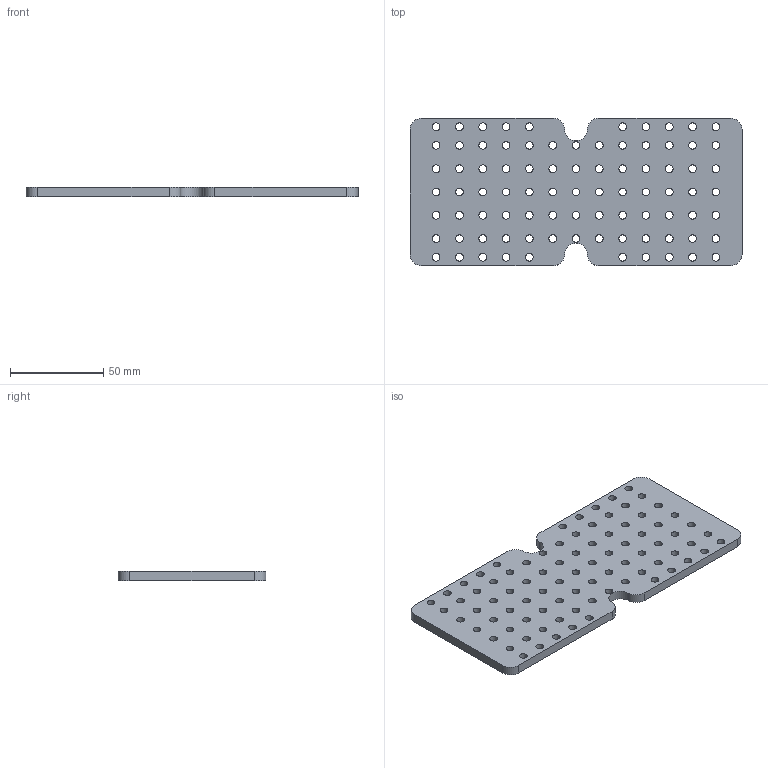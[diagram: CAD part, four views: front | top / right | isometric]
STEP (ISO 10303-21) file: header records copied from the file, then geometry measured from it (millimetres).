
FILE_DESCRIPTION(/* description */ (''),/* implementation_level */ '2;1');
FILE_NAME(/* name */ '20190820_breadboardInset_1.stp',/* time_stamp */ '2019-11-11T14:12:01+00:00',/* author */ ('Augustin Zaininger'),/* organization */ (''),/* preprocessor_version */ 'ST-DEVELOPER v16.5',/* originating_system */ 'Autodesk Inventor 2017',/* authorisation */ '');
FILE_SCHEMA (('AUTOMOTIVE_DESIGN { 1 0 10303 214 3 1 1 }'));
Length unit declared in the file: millimetre
Products named in the file (1): 20190820_breadboardInset_1
Bounding box: 178 x 79 x 5 mm (x, y, z)
Volume: 62982 mm3; surface area: 33365.3 mm2
Topology: 1 solids, 1 shells, 103 faces, 392 edges, 295 vertices
Faces by surface type: cylinder 95, plane 8
Full cylindrical faces by diameter (mm): 4.134 x85
Entity records: 3548 total; most frequent: DIRECTION 620, CARTESIAN_POINT 536, ORIENTED_EDGE 436, EDGE_LOOP 358, AXIS2_PLACEMENT_3D 294, FACE_BOUND 255, EDGE_CURVE 218, VERTEX_POINT 202
